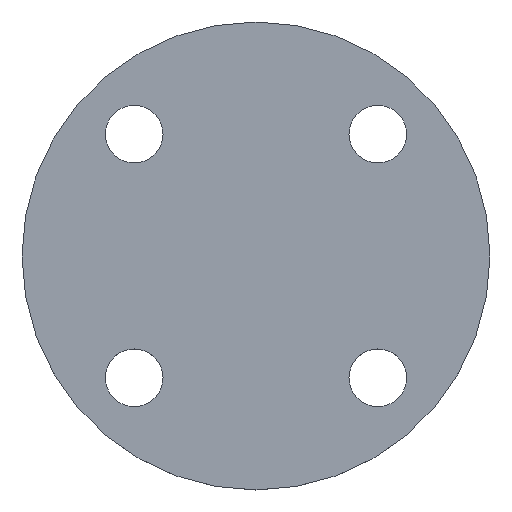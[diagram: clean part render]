
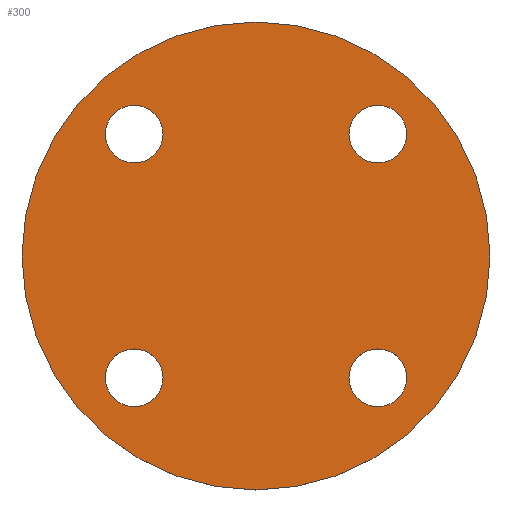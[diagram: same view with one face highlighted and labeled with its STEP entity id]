
A CAD part, top view. The second image highlights one B-rep face of the part: STEP entity #300.
In plain terms, the highlighted planar face has unit normal (0, 0, 1).
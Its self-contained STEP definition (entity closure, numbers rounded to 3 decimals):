
#8 = ORIENTED_EDGE ( 'NONE', *, *, #366, .T. ) ;
#11 = EDGE_CURVE ( 'NONE', #406, #213, #309, .T. ) ;
#14 = VERTEX_POINT ( 'NONE', #103 ) ;
#18 = CARTESIAN_POINT ( 'NONE',  ( 27.421, 35.921, 5. ) ) ;
#22 = VERTEX_POINT ( 'NONE', #432 ) ;
#24 = AXIS2_PLACEMENT_3D ( 'NONE', #430, #469, #283 ) ;
#25 = CARTESIAN_POINT ( 'NONE',  ( -35.921, 35.921, 5. ) ) ;
#28 = EDGE_LOOP ( 'NONE', ( #400, #296 ) ) ;
#34 = CARTESIAN_POINT ( 'NONE',  ( 44.421, 35.921, 5. ) ) ;
#35 = AXIS2_PLACEMENT_3D ( 'NONE', #395, #427, #132 ) ;
#44 = FACE_BOUND ( 'NONE', #28, .T. ) ;
#47 = VERTEX_POINT ( 'NONE', #34 ) ;
#55 = ORIENTED_EDGE ( 'NONE', *, *, #320, .F. ) ;
#71 = CARTESIAN_POINT ( 'NONE',  ( 0., 0., 5. ) ) ;
#74 = CARTESIAN_POINT ( 'NONE',  ( 35.921, -35.921, 5. ) ) ;
#76 = AXIS2_PLACEMENT_3D ( 'NONE', #171, #178, #146 ) ;
#78 = CIRCLE ( 'NONE', #323, 8.5 ) ;
#79 = DIRECTION ( 'NONE',  ( 0., 0., 1. ) ) ;
#83 = CIRCLE ( 'NONE', #173, 8.5 ) ;
#85 = CARTESIAN_POINT ( 'NONE',  ( 0., 0., 5. ) ) ;
#89 = DIRECTION ( 'NONE',  ( 1., 0., 0. ) ) ;
#101 = EDGE_CURVE ( 'NONE', #213, #406, #363, .T. ) ;
#103 = CARTESIAN_POINT ( 'NONE',  ( -27.421, 35.921, 5. ) ) ;
#109 = CARTESIAN_POINT ( 'NONE',  ( 35.921, 35.921, 5. ) ) ;
#116 = DIRECTION ( 'NONE',  ( 1., 0., 0. ) ) ;
#117 = DIRECTION ( 'NONE',  ( 0., 0., 1. ) ) ;
#121 = CIRCLE ( 'NONE', #76, 8.5 ) ;
#132 = DIRECTION ( 'NONE',  ( -1., 0., 0. ) ) ;
#142 = DIRECTION ( 'NONE',  ( 0., 0., 1. ) ) ;
#145 = CARTESIAN_POINT ( 'NONE',  ( 35.921, 35.921, 5. ) ) ;
#146 = DIRECTION ( 'NONE',  ( 1., 0., 0. ) ) ;
#165 = CIRCLE ( 'NONE', #262, 69. ) ;
#170 = EDGE_CURVE ( 'NONE', #264, #22, #121, .T. ) ;
#171 = CARTESIAN_POINT ( 'NONE',  ( 35.921, -35.921, 5. ) ) ;
#173 = AXIS2_PLACEMENT_3D ( 'NONE', #74, #212, #179 ) ;
#178 = DIRECTION ( 'NONE',  ( 0., 0., 1. ) ) ;
#179 = DIRECTION ( 'NONE',  ( 1., 0., 0. ) ) ;
#180 = FACE_BOUND ( 'NONE', #379, .T. ) ;
#182 = DIRECTION ( 'NONE',  ( -1., 0., 0. ) ) ;
#183 = FACE_OUTER_BOUND ( 'NONE', #196, .T. ) ;
#187 = DIRECTION ( 'NONE',  ( 1., 0., 0. ) ) ;
#188 = ORIENTED_EDGE ( 'NONE', *, *, #398, .F. ) ;
#196 = EDGE_LOOP ( 'NONE', ( #261, #8 ) ) ;
#198 = DIRECTION ( 'NONE',  ( 0., 0., 1. ) ) ;
#211 = DIRECTION ( 'NONE',  ( 1., 0., 0. ) ) ;
#212 = DIRECTION ( 'NONE',  ( 0., 0., 1. ) ) ;
#213 = VERTEX_POINT ( 'NONE', #245 ) ;
#219 = FACE_BOUND ( 'NONE', #288, .T. ) ;
#222 = CARTESIAN_POINT ( 'NONE',  ( -27.421, -35.921, 5. ) ) ;
#224 = CIRCLE ( 'NONE', #285, 8.5 ) ;
#226 = DIRECTION ( 'NONE',  ( 0., 0., 1. ) ) ;
#231 = ORIENTED_EDGE ( 'NONE', *, *, #252, .F. ) ;
#245 = CARTESIAN_POINT ( 'NONE',  ( -44.421, -35.921, 5. ) ) ;
#250 = FACE_BOUND ( 'NONE', #335, .T. ) ;
#252 = EDGE_CURVE ( 'NONE', #464, #47, #424, .T. ) ;
#254 = DIRECTION ( 'NONE',  ( -1., 0., 0. ) ) ;
#258 = AXIS2_PLACEMENT_3D ( 'NONE', #71, #142, #211 ) ;
#261 = ORIENTED_EDGE ( 'NONE', *, *, #441, .T. ) ;
#262 = AXIS2_PLACEMENT_3D ( 'NONE', #376, #332, #187 ) ;
#264 = VERTEX_POINT ( 'NONE', #439 ) ;
#265 = EDGE_CURVE ( 'NONE', #47, #464, #78, .T. ) ;
#266 = CARTESIAN_POINT ( 'NONE',  ( -35.921, 35.921, 5. ) ) ;
#269 = ORIENTED_EDGE ( 'NONE', *, *, #265, .F. ) ;
#283 = DIRECTION ( 'NONE',  ( -1., 0., 0. ) ) ;
#285 = AXIS2_PLACEMENT_3D ( 'NONE', #266, #198, #116 ) ;
#288 = EDGE_LOOP ( 'NONE', ( #460, #55 ) ) ;
#296 = ORIENTED_EDGE ( 'NONE', *, *, #11, .F. ) ;
#300 = ADVANCED_FACE ( 'NONE', ( #219, #250, #183, #180, #44 ), #437, .T. ) ;
#302 = ORIENTED_EDGE ( 'NONE', *, *, #447, .F. ) ;
#304 = VERTEX_POINT ( 'NONE', #357 ) ;
#309 = CIRCLE ( 'NONE', #35, 8.5 ) ;
#320 = EDGE_CURVE ( 'NONE', #22, #264, #83, .T. ) ;
#323 = AXIS2_PLACEMENT_3D ( 'NONE', #145, #368, #182 ) ;
#332 = DIRECTION ( 'NONE',  ( 0., 0., 1. ) ) ;
#335 = EDGE_LOOP ( 'NONE', ( #188, #302 ) ) ;
#343 = VERTEX_POINT ( 'NONE', #401 ) ;
#346 = CIRCLE ( 'NONE', #370, 69. ) ;
#357 = CARTESIAN_POINT ( 'NONE',  ( -69., 0., 5. ) ) ;
#363 = CIRCLE ( 'NONE', #24, 8.5 ) ;
#364 = AXIS2_PLACEMENT_3D ( 'NONE', #109, #79, #254 ) ;
#366 = EDGE_CURVE ( 'NONE', #343, #304, #165, .T. ) ;
#368 = DIRECTION ( 'NONE',  ( 0., 0., 1. ) ) ;
#370 = AXIS2_PLACEMENT_3D ( 'NONE', #85, #226, #446 ) ;
#374 = CARTESIAN_POINT ( 'NONE',  ( -44.421, 35.921, 5. ) ) ;
#376 = CARTESIAN_POINT ( 'NONE',  ( 0., 0., 5. ) ) ;
#378 = CIRCLE ( 'NONE', #402, 8.5 ) ;
#379 = EDGE_LOOP ( 'NONE', ( #231, #269 ) ) ;
#395 = CARTESIAN_POINT ( 'NONE',  ( -35.921, -35.921, 5. ) ) ;
#398 = EDGE_CURVE ( 'NONE', #457, #14, #378, .T. ) ;
#400 = ORIENTED_EDGE ( 'NONE', *, *, #101, .F. ) ;
#401 = CARTESIAN_POINT ( 'NONE',  ( 69., 0., 5. ) ) ;
#402 = AXIS2_PLACEMENT_3D ( 'NONE', #25, #117, #89 ) ;
#406 = VERTEX_POINT ( 'NONE', #222 ) ;
#424 = CIRCLE ( 'NONE', #364, 8.5 ) ;
#427 = DIRECTION ( 'NONE',  ( 0., 0., 1. ) ) ;
#430 = CARTESIAN_POINT ( 'NONE',  ( -35.921, -35.921, 5. ) ) ;
#432 = CARTESIAN_POINT ( 'NONE',  ( 44.421, -35.921, 5. ) ) ;
#437 = PLANE ( 'NONE',  #258 ) ;
#439 = CARTESIAN_POINT ( 'NONE',  ( 27.421, -35.921, 5. ) ) ;
#441 = EDGE_CURVE ( 'NONE', #304, #343, #346, .T. ) ;
#446 = DIRECTION ( 'NONE',  ( 1., 0., 0. ) ) ;
#447 = EDGE_CURVE ( 'NONE', #14, #457, #224, .T. ) ;
#457 = VERTEX_POINT ( 'NONE', #374 ) ;
#460 = ORIENTED_EDGE ( 'NONE', *, *, #170, .F. ) ;
#464 = VERTEX_POINT ( 'NONE', #18 ) ;
#469 = DIRECTION ( 'NONE',  ( 0., 0., 1. ) ) ;
